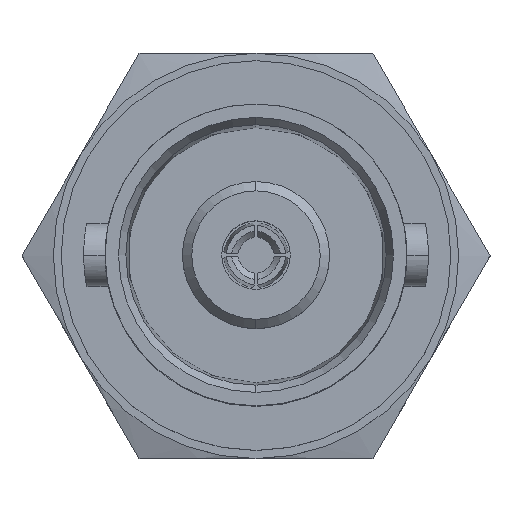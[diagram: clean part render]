
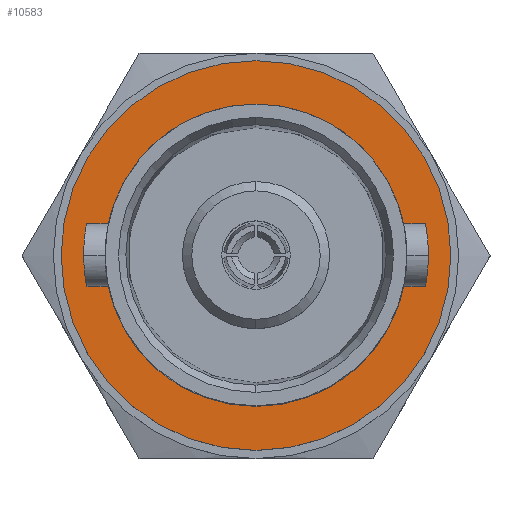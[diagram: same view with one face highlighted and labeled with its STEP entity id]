
A CAD part, top view. The second image highlights one B-rep face of the part: STEP entity #10583.
In plain terms, the highlighted planar face has unit normal (0, 0, 1).
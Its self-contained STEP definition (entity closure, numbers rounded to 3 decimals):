
#909 = FACE_BOUND ( 'NONE', #8734, .T. ) ;
#1414 = VERTEX_POINT ( 'NONE', #7015 ) ;
#1725 = CIRCLE ( 'NONE', #5456, 6.25 ) ;
#1732 = VERTEX_POINT ( 'NONE', #5603 ) ;
#2039 = AXIS2_PLACEMENT_3D ( 'NONE', #2596, #8525, #3443 ) ;
#2080 = AXIS2_PLACEMENT_3D ( 'NONE', #9313, #4267, #10169 ) ;
#2596 = CARTESIAN_POINT ( 'NONE',  ( 0., 0., -11. ) ) ;
#3101 = VERTEX_POINT ( 'NONE', #8970 ) ;
#3153 = FACE_OUTER_BOUND ( 'NONE', #7857, .T. ) ;
#3327 = EDGE_CURVE ( 'NONE', #7488, #3101, #4792, .T. ) ;
#3338 = CARTESIAN_POINT ( 'NONE',  ( 0., 0., -11. ) ) ;
#3434 = CARTESIAN_POINT ( 'NONE',  ( 0., 0., -11. ) ) ;
#3443 = DIRECTION ( 'NONE',  ( 0., -1., 0. ) ) ;
#3583 = CARTESIAN_POINT ( 'NONE',  ( 0., -6.25, -11. ) ) ;
#4207 = DIRECTION ( 'NONE',  ( 0., -1., 0. ) ) ;
#4267 = DIRECTION ( 'NONE',  ( 0., 0., -1. ) ) ;
#4305 = DIRECTION ( 'NONE',  ( 0., -1., 0. ) ) ;
#4398 = EDGE_CURVE ( 'NONE', #3101, #7488, #1725, .T. ) ;
#4593 = DIRECTION ( 'NONE',  ( 0., 0., 1. ) ) ;
#4612 = EDGE_CURVE ( 'NONE', #1732, #1414, #5033, .T. ) ;
#4792 = CIRCLE ( 'NONE', #2039, 6.25 ) ;
#5033 = CIRCLE ( 'NONE', #8073, 4.84 ) ;
#5244 = ORIENTED_EDGE ( 'NONE', *, *, #4398, .T. ) ;
#5320 = ORIENTED_EDGE ( 'NONE', *, *, #4612, .F. ) ;
#5456 = AXIS2_PLACEMENT_3D ( 'NONE', #3338, #9246, #4207 ) ;
#5603 = CARTESIAN_POINT ( 'NONE',  ( 0., 4.84, -11. ) ) ;
#5944 = PLANE ( 'NONE',  #2080 ) ;
#7015 = CARTESIAN_POINT ( 'NONE',  ( 0., -4.84, -11. ) ) ;
#7488 = VERTEX_POINT ( 'NONE', #3583 ) ;
#7857 = EDGE_LOOP ( 'NONE', ( #8585, #5244 ) ) ;
#7917 = ORIENTED_EDGE ( 'NONE', *, *, #9677, .F. ) ;
#8009 = CIRCLE ( 'NONE', #8671, 4.84 ) ;
#8073 = AXIS2_PLACEMENT_3D ( 'NONE', #3434, #9348, #4305 ) ;
#8525 = DIRECTION ( 'NONE',  ( 0., 0., 1. ) ) ;
#8585 = ORIENTED_EDGE ( 'NONE', *, *, #3327, .T. ) ;
#8671 = AXIS2_PLACEMENT_3D ( 'NONE', #9652, #4593, #10501 ) ;
#8734 = EDGE_LOOP ( 'NONE', ( #7917, #5320 ) ) ;
#8970 = CARTESIAN_POINT ( 'NONE',  ( 0., 6.25, -11. ) ) ;
#9246 = DIRECTION ( 'NONE',  ( 0., 0., 1. ) ) ;
#9313 = CARTESIAN_POINT ( 'NONE',  ( 0., 4.84, -11. ) ) ;
#9348 = DIRECTION ( 'NONE',  ( 0., 0., 1. ) ) ;
#9652 = CARTESIAN_POINT ( 'NONE',  ( 0., 0., -11. ) ) ;
#9677 = EDGE_CURVE ( 'NONE', #1414, #1732, #8009, .T. ) ;
#10169 = DIRECTION ( 'NONE',  ( 0., 1., 0. ) ) ;
#10501 = DIRECTION ( 'NONE',  ( 0., -1., 0. ) ) ;
#10583 = ADVANCED_FACE ( 'NONE', ( #909, #3153 ), #5944, .F. ) ;
